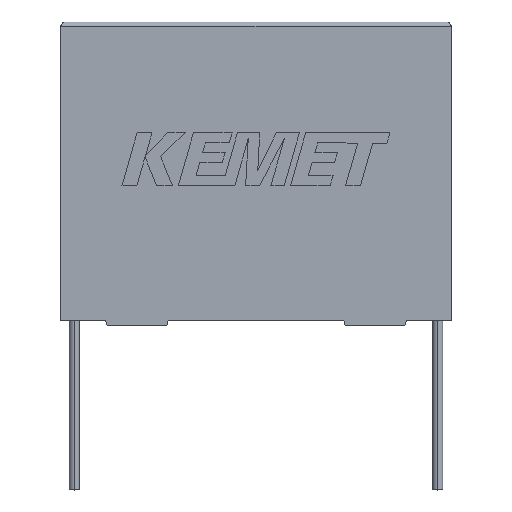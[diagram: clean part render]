
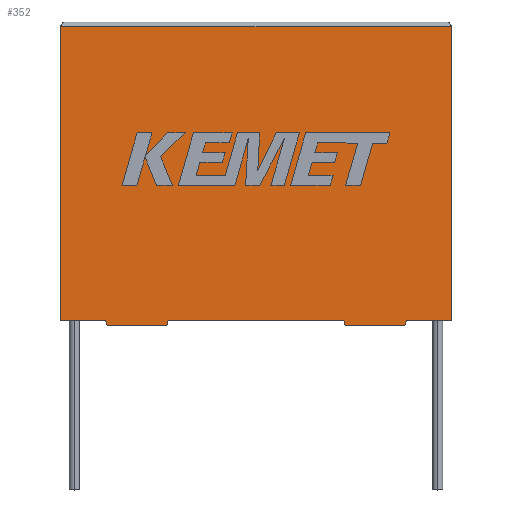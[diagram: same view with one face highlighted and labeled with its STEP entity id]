
A CAD part, top view. The second image highlights one B-rep face of the part: STEP entity #352.
In plain terms, the highlighted planar face has unit normal (0, 0, 1).
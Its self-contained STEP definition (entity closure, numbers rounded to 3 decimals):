
#5 = VECTOR ( 'NONE', #2067, 1000. ) ;
#14 = VERTEX_POINT ( 'NONE', #227 ) ;
#49 = DIRECTION ( 'NONE',  ( 0.287, 0.958, 0. ) ) ;
#51 = CARTESIAN_POINT ( 'NONE',  ( 40.3, 0., 18.3 ) ) ;
#99 = EDGE_CURVE ( 'NONE', #2446, #14, #2165, .T. ) ;
#102 = VECTOR ( 'NONE', #2171, 1000. ) ;
#121 = VERTEX_POINT ( 'NONE', #51 ) ;
#135 = VECTOR ( 'NONE', #1298, 1000. ) ;
#137 = DIRECTION ( 'NONE',  ( -1., 0., 0. ) ) ;
#139 = EDGE_CURVE ( 'NONE', #964, #121, #2865, .T. ) ;
#140 = ORIENTED_EDGE ( 'NONE', *, *, #2507, .T. ) ;
#145 = EDGE_CURVE ( 'NONE', #1803, #3201, #1535, .T. ) ;
#180 = LINE ( 'NONE', #2651, #102 ) ;
#181 = CARTESIAN_POINT ( 'NONE',  ( 29.36, -0.5, 18.3 ) ) ;
#187 = VECTOR ( 'NONE', #894, 1000. ) ;
#203 = ORIENTED_EDGE ( 'NONE', *, *, #145, .T. ) ;
#227 = CARTESIAN_POINT ( 'NONE',  ( 10.94, -0.5, 18.3 ) ) ;
#241 = EDGE_CURVE ( 'NONE', #746, #2965, #2990, .T. ) ;
#288 = CARTESIAN_POINT ( 'NONE',  ( 0., 0., 18.3 ) ) ;
#341 = ORIENTED_EDGE ( 'NONE', *, *, #1705, .F. ) ;
#352 = ADVANCED_FACE ( 'NONE', ( #2232 ), #641, .F. ) ;
#387 = EDGE_CURVE ( 'NONE', #964, #1282, #1380, .T. ) ;
#427 = DIRECTION ( 'NONE',  ( 0., 0., -1. ) ) ;
#446 = CARTESIAN_POINT ( 'NONE',  ( 35.676, 0., 18.3 ) ) ;
#466 = ORIENTED_EDGE ( 'NONE', *, *, #2227, .F. ) ;
#497 = EDGE_LOOP ( 'NONE', ( #2849, #203, #1064, #730, #140, #3240, #3052, #2297, #466, #341, #2760, #1897 ) ) ;
#528 = VERTEX_POINT ( 'NONE', #181 ) ;
#547 = LINE ( 'NONE', #1160, #187 ) ;
#555 = CARTESIAN_POINT ( 'NONE',  ( 10.94, -0.5, 18.3 ) ) ;
#620 = DIRECTION ( 'NONE',  ( 1., 0., 0. ) ) ;
#632 = DIRECTION ( 'NONE',  ( -1., 0., 0. ) ) ;
#641 = PLANE ( 'NONE',  #1482 ) ;
#677 = CARTESIAN_POINT ( 'NONE',  ( 4.624, 0., 18.3 ) ) ;
#701 = LINE ( 'NONE', #1665, #2616 ) ;
#730 = ORIENTED_EDGE ( 'NONE', *, *, #1793, .T. ) ;
#746 = VERTEX_POINT ( 'NONE', #2053 ) ;
#751 = LINE ( 'NONE', #1952, #2516 ) ;
#773 = CARTESIAN_POINT ( 'NONE',  ( 4.774, -0.5, 18.3 ) ) ;
#790 = CARTESIAN_POINT ( 'NONE',  ( 4.774, -0.5, 18.3 ) ) ;
#807 = CARTESIAN_POINT ( 'NONE',  ( 0., 0., 18.3 ) ) ;
#894 = DIRECTION ( 'NONE',  ( 1., 0., 0. ) ) ;
#964 = VERTEX_POINT ( 'NONE', #446 ) ;
#987 = VECTOR ( 'NONE', #1547, 1000. ) ;
#1064 = ORIENTED_EDGE ( 'NONE', *, *, #2780, .T. ) ;
#1131 = DIRECTION ( 'NONE',  ( -0.287, -0.958, 0. ) ) ;
#1154 = VERTEX_POINT ( 'NONE', #288 ) ;
#1160 = CARTESIAN_POINT ( 'NONE',  ( 0., 0., 18.3 ) ) ;
#1197 = LINE ( 'NONE', #1790, #135 ) ;
#1282 = VERTEX_POINT ( 'NONE', #1346 ) ;
#1298 = DIRECTION ( 'NONE',  ( 0., 1., 0. ) ) ;
#1346 = CARTESIAN_POINT ( 'NONE',  ( 35.526, -0.5, 18.3 ) ) ;
#1380 = LINE ( 'NONE', #2648, #1776 ) ;
#1430 = VERTEX_POINT ( 'NONE', #677 ) ;
#1446 = VECTOR ( 'NONE', #2406, 1000. ) ;
#1482 = AXIS2_PLACEMENT_3D ( 'NONE', #2160, #427, #632 ) ;
#1535 = LINE ( 'NONE', #2056, #2659 ) ;
#1547 = DIRECTION ( 'NONE',  ( 1., 0., 0. ) ) ;
#1665 = CARTESIAN_POINT ( 'NONE',  ( 35.526, -0.5, 18.3 ) ) ;
#1695 = CARTESIAN_POINT ( 'NONE',  ( 0., 30.3, 18.3 ) ) ;
#1705 = EDGE_CURVE ( 'NONE', #1282, #528, #701, .T. ) ;
#1776 = VECTOR ( 'NONE', #1131, 1000. ) ;
#1790 = CARTESIAN_POINT ( 'NONE',  ( 40.3, 0., 18.3 ) ) ;
#1793 = EDGE_CURVE ( 'NONE', #1154, #1430, #547, .T. ) ;
#1803 = VERTEX_POINT ( 'NONE', #2631 ) ;
#1897 = ORIENTED_EDGE ( 'NONE', *, *, #139, .T. ) ;
#1923 = LINE ( 'NONE', #555, #3085 ) ;
#1952 = CARTESIAN_POINT ( 'NONE',  ( 0., 0., 18.3 ) ) ;
#2053 = CARTESIAN_POINT ( 'NONE',  ( 11.09, 0., 18.3 ) ) ;
#2056 = CARTESIAN_POINT ( 'NONE',  ( 0., 30.3, 18.3 ) ) ;
#2067 = DIRECTION ( 'NONE',  ( 1., 0., 0. ) ) ;
#2160 = CARTESIAN_POINT ( 'NONE',  ( 0., 0., 18.3 ) ) ;
#2165 = LINE ( 'NONE', #790, #5 ) ;
#2171 = DIRECTION ( 'NONE',  ( -0.287, 0.958, 0. ) ) ;
#2227 = EDGE_CURVE ( 'NONE', #528, #2965, #180, .T. ) ;
#2232 = FACE_OUTER_BOUND ( 'NONE', #497, .T. ) ;
#2297 = ORIENTED_EDGE ( 'NONE', *, *, #241, .T. ) ;
#2406 = DIRECTION ( 'NONE',  ( 0.287, -0.958, 0. ) ) ;
#2446 = VERTEX_POINT ( 'NONE', #773 ) ;
#2491 = EDGE_CURVE ( 'NONE', #14, #746, #1923, .T. ) ;
#2507 = EDGE_CURVE ( 'NONE', #1430, #2446, #2970, .T. ) ;
#2516 = VECTOR ( 'NONE', #3184, 1000. ) ;
#2527 = CARTESIAN_POINT ( 'NONE',  ( 29.21, 0., 18.3 ) ) ;
#2574 = EDGE_CURVE ( 'NONE', #121, #1803, #1197, .T. ) ;
#2616 = VECTOR ( 'NONE', #137, 1000. ) ;
#2624 = VECTOR ( 'NONE', #620, 1000. ) ;
#2631 = CARTESIAN_POINT ( 'NONE',  ( 40.3, 30.3, 18.3 ) ) ;
#2648 = CARTESIAN_POINT ( 'NONE',  ( 35.676, 0., 18.3 ) ) ;
#2651 = CARTESIAN_POINT ( 'NONE',  ( 29.36, -0.5, 18.3 ) ) ;
#2659 = VECTOR ( 'NONE', #2771, 1000. ) ;
#2760 = ORIENTED_EDGE ( 'NONE', *, *, #387, .F. ) ;
#2771 = DIRECTION ( 'NONE',  ( -1., 0., 0. ) ) ;
#2780 = EDGE_CURVE ( 'NONE', #3201, #1154, #751, .T. ) ;
#2811 = CARTESIAN_POINT ( 'NONE',  ( 0., 0., 18.3 ) ) ;
#2849 = ORIENTED_EDGE ( 'NONE', *, *, #2574, .T. ) ;
#2865 = LINE ( 'NONE', #807, #987 ) ;
#2965 = VERTEX_POINT ( 'NONE', #2527 ) ;
#2970 = LINE ( 'NONE', #3130, #1446 ) ;
#2990 = LINE ( 'NONE', #2811, #2624 ) ;
#3052 = ORIENTED_EDGE ( 'NONE', *, *, #2491, .T. ) ;
#3085 = VECTOR ( 'NONE', #49, 1000. ) ;
#3130 = CARTESIAN_POINT ( 'NONE',  ( 4.624, 0., 18.3 ) ) ;
#3184 = DIRECTION ( 'NONE',  ( 0., -1., 0. ) ) ;
#3201 = VERTEX_POINT ( 'NONE', #1695 ) ;
#3240 = ORIENTED_EDGE ( 'NONE', *, *, #99, .T. ) ;
